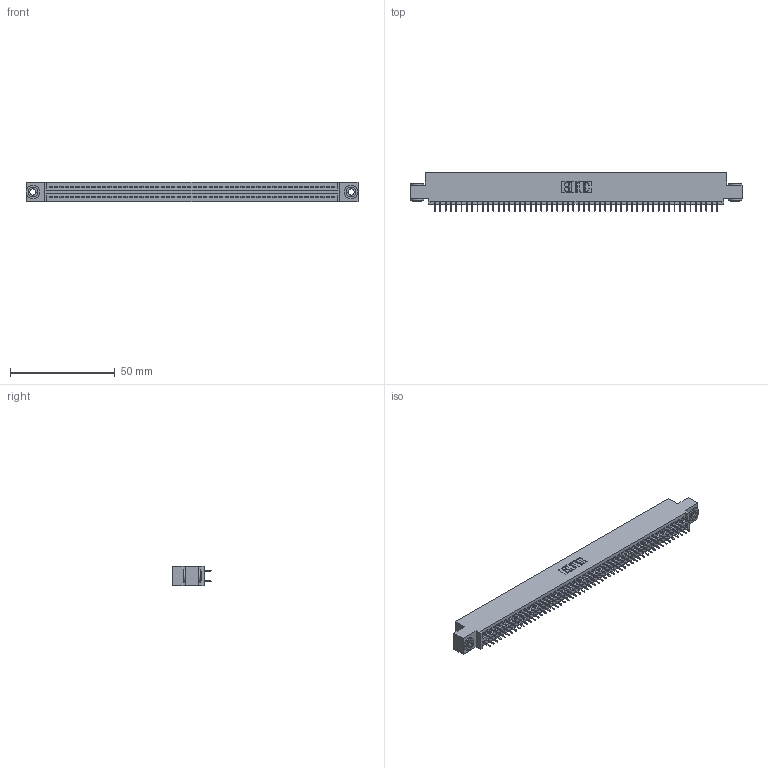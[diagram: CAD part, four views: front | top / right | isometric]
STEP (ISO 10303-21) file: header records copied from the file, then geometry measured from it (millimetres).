
FILE_DESCRIPTION (( 'STEP AP203' ), '1' );
FILE_NAME ('395-108-525-503.STEP', '2020-09-25T18:30:31', ( '' ), ( '' ), 'SwSTEP 2.0', 'SolidWorks 2020', '' );
FILE_SCHEMA (( 'CONFIG_CONTROL_DESIGN' ));
Length unit declared in the file: inch
Products named in the file (4): 345-250-002_345-250-002-102; 345-292-001_345-293-125; 395-108-525-503; 345 Part_0.110 Offset - 0.156 Dia-TH
Assembly tree (111 placements, depth 2):
  395-108-525-503
    345 Part_0.110 Offset - 0.156 Dia-TH
    345-292-001_345-293-125  x108
    345-250-002_345-250-002-102  x2
Bounding box: 158.37 x 18.72 x 9.4 mm (x, y, z)
Volume: 15263.8 mm3; surface area: 22556.9 mm2
Topology: 111 solids, 111 shells, 6000 faces, 16953 edges, 10866 vertices
Faces by surface type: plane 4306, cylinder 1686, cone 8
Entity records: 41610 total; most frequent: CARTESIAN_POINT 6939, ORIENTED_EDGE 6866, DIRECTION 6135, EDGE_CURVE 3433, VECTOR 3065, LINE 3065, VERTEX_POINT 2282, AXIS2_PLACEMENT_3D 1535
